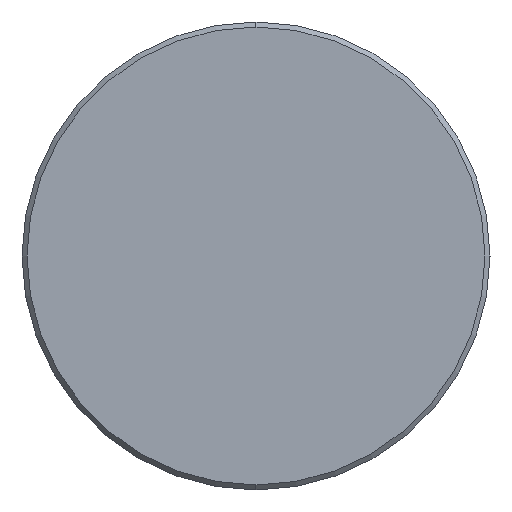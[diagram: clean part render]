
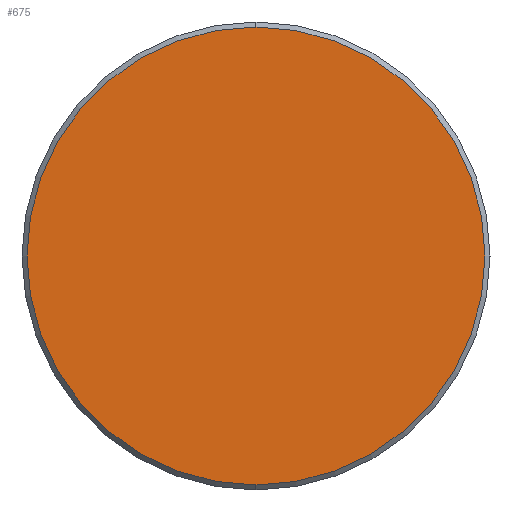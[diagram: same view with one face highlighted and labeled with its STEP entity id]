
A CAD part, left-side view. The second image highlights one B-rep face of the part: STEP entity #675.
In plain terms, the highlighted planar face has unit normal (-1, 0, 0).
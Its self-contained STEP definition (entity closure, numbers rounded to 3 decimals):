
#53 = DIRECTION ( 'NONE',  ( 1., 0., 0. ) ) ;
#130 = AXIS2_PLACEMENT_3D ( 'NONE', #496, #53, #617 ) ;
#155 = AXIS2_PLACEMENT_3D ( 'NONE', #244, #415, #647 ) ;
#176 = CIRCLE ( 'NONE', #414, 13.7 ) ;
#202 = VERTEX_POINT ( 'NONE', #470 ) ;
#210 = CARTESIAN_POINT ( 'NONE',  ( 0., 0., 0. ) ) ;
#212 = EDGE_CURVE ( 'NONE', #298, #202, #224, .T. ) ;
#224 = CIRCLE ( 'NONE', #155, 13.7 ) ;
#244 = CARTESIAN_POINT ( 'NONE',  ( 0., 0., 0. ) ) ;
#253 = EDGE_CURVE ( 'NONE', #202, #298, #176, .T. ) ;
#298 = VERTEX_POINT ( 'NONE', #429 ) ;
#337 = ORIENTED_EDGE ( 'NONE', *, *, #212, .T. ) ;
#366 = EDGE_LOOP ( 'NONE', ( #337, #528 ) ) ;
#414 = AXIS2_PLACEMENT_3D ( 'NONE', #210, #543, #480 ) ;
#415 = DIRECTION ( 'NONE',  ( -1., 0., 0. ) ) ;
#429 = CARTESIAN_POINT ( 'NONE',  ( 0., 0., -13.7 ) ) ;
#449 = PLANE ( 'NONE',  #130 ) ;
#470 = CARTESIAN_POINT ( 'NONE',  ( 0., 0., 13.7 ) ) ;
#480 = DIRECTION ( 'NONE',  ( 0., 0., 1. ) ) ;
#486 = FACE_OUTER_BOUND ( 'NONE', #366, .T. ) ;
#496 = CARTESIAN_POINT ( 'NONE',  ( 0., 0., 0. ) ) ;
#528 = ORIENTED_EDGE ( 'NONE', *, *, #253, .T. ) ;
#543 = DIRECTION ( 'NONE',  ( -1., 0., 0. ) ) ;
#617 = DIRECTION ( 'NONE',  ( 0., 0., -1. ) ) ;
#647 = DIRECTION ( 'NONE',  ( 0., 0., 1. ) ) ;
#675 = ADVANCED_FACE ( 'NONE', ( #486 ), #449, .F. ) ;
